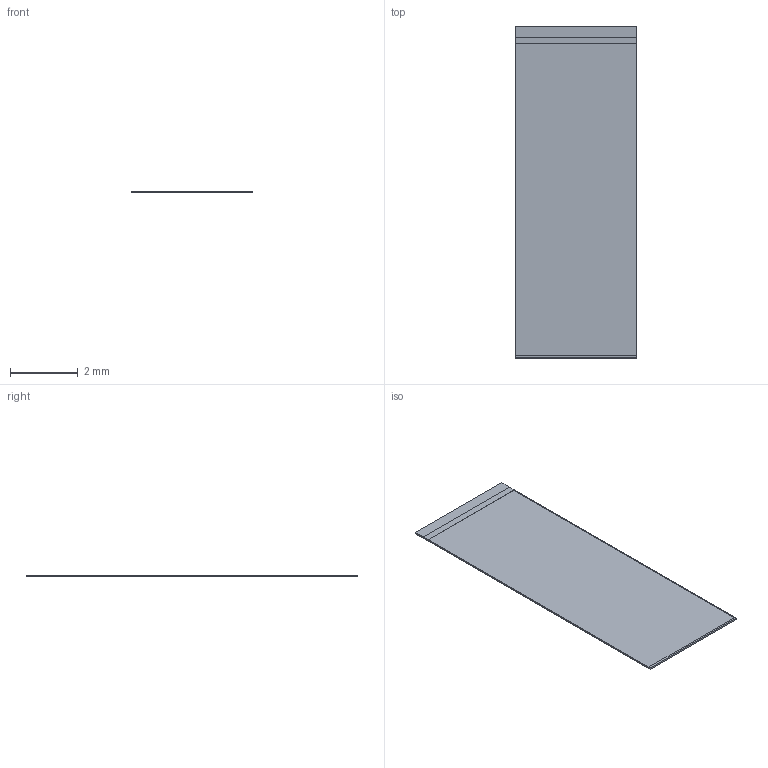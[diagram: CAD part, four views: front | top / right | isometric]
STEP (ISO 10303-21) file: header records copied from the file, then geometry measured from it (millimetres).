
FILE_DESCRIPTION(('FreeCAD Model'),'2;1');
FILE_NAME('Open CASCADE Shape Model','2024-11-29T13:39:22',(''),(''), 'Open CASCADE STEP processor 7.7','FreeCAD','Unknown');
FILE_SCHEMA(('AUTOMOTIVE_DESIGN { 1 0 10303 214 1 1 1 1 }'));
Length unit declared in the file: millimetre
Products named in the file (6): TopTile(FCA); ActivePixelArray; TileBiasing; PowerSwitches; TileReadout; TilePads
Assembly tree (5 placements, depth 2):
  TopTile(FCA)
    ActivePixelArray
    TileBiasing
    PowerSwitches
    TileReadout
    TilePads
Bounding box: 3.59 x 9.78 x 0.05 mm (x, y, z)
Volume: 1.8 mm3; surface area: 73.6 mm2
Topology: 5 solids, 5 shells, 30 faces, 60 edges, 40 vertices
Faces by surface type: plane 30
Entity records: 1688 total; most frequent: CARTESIAN_POINT 256, DIRECTION 252, LINE 180, VECTOR 180, ORIENTED_EDGE 120, PCURVE 120, DEFINITIONAL_REPRESENTATION 120, EDGE_CURVE 60
